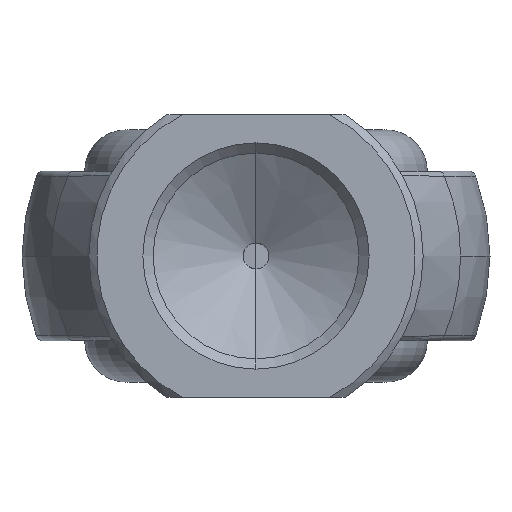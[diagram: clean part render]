
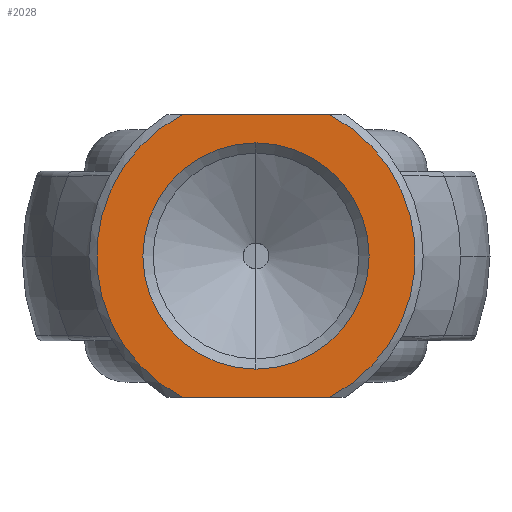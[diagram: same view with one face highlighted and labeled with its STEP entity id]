
A CAD part, left-side view. The second image highlights one B-rep face of the part: STEP entity #2028.
In plain terms, the highlighted planar face has unit normal (-1, 0, 0).
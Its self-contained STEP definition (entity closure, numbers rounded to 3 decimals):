
#6 = DIRECTION ( 'NONE',  ( 0., 0., -1. ) ) ;
#7 = DIRECTION ( 'NONE',  ( -1., 0., 0. ) ) ;
#10 = DIRECTION ( 'NONE',  ( -1., 0., 0. ) ) ;
#15 = DIRECTION ( 'NONE',  ( 0., 0., -1. ) ) ;
#18 = CARTESIAN_POINT ( 'NONE',  ( 0., 0., 0. ) ) ;
#51 = DIRECTION ( 'NONE',  ( 0., 1., 0. ) ) ;
#81 = CARTESIAN_POINT ( 'NONE',  ( 0., 17.321, -27.5 ) ) ;
#193 = FACE_OUTER_BOUND ( 'NONE', #346, .T. ) ;
#200 = FACE_BOUND ( 'NONE', #446, .T. ) ;
#252 = VECTOR ( 'NONE', #747, 1000. ) ;
#253 = LINE ( 'NONE', #746, #252 ) ;
#277 = CIRCLE ( 'NONE', #1192, 31. ) ;
#299 = CIRCLE ( 'NONE', #1332, 31. ) ;
#346 = EDGE_LOOP ( 'NONE', ( #639, #618, #615, #357 ) ) ;
#357 = ORIENTED_EDGE ( 'NONE', *, *, #1338, .T. ) ;
#446 = EDGE_LOOP ( 'NONE', ( #643, #644 ) ) ;
#510 = CIRCLE ( 'NONE', #1203, 22. ) ;
#521 = CIRCLE ( 'NONE', #1248, 22. ) ;
#536 = LINE ( 'NONE', #81, #544 ) ;
#544 = VECTOR ( 'NONE', #51, 1000. ) ;
#615 = ORIENTED_EDGE ( 'NONE', *, *, #1385, .F. ) ;
#618 = ORIENTED_EDGE ( 'NONE', *, *, #1334, .T. ) ;
#639 = ORIENTED_EDGE ( 'NONE', *, *, #1232, .F. ) ;
#643 = ORIENTED_EDGE ( 'NONE', *, *, #1253, .T. ) ;
#644 = ORIENTED_EDGE ( 'NONE', *, *, #1282, .T. ) ;
#746 = CARTESIAN_POINT ( 'NONE',  ( 0., 17.321, 27.5 ) ) ;
#747 = DIRECTION ( 'NONE',  ( 0., -1., 0. ) ) ;
#830 = CARTESIAN_POINT ( 'NONE',  ( 0., 14.309, 27.5 ) ) ;
#832 = CARTESIAN_POINT ( 'NONE',  ( 0., -14.309, -27.5 ) ) ;
#834 = CARTESIAN_POINT ( 'NONE',  ( 0., -14.309, 27.5 ) ) ;
#855 = CARTESIAN_POINT ( 'NONE',  ( 0., 0., -22. ) ) ;
#880 = CARTESIAN_POINT ( 'NONE',  ( 0., 14.309, -27.5 ) ) ;
#947 = CARTESIAN_POINT ( 'NONE',  ( 0., 0., 22. ) ) ;
#1005 = CARTESIAN_POINT ( 'NONE',  ( 0., 20., 0. ) ) ;
#1006 = PLANE ( 'NONE',  #1261 ) ;
#1008 = DIRECTION ( 'NONE',  ( 1., 0., 0. ) ) ;
#1009 = DIRECTION ( 'NONE',  ( 0., 0., -1. ) ) ;
#1192 = AXIS2_PLACEMENT_3D ( 'NONE', #18, #7, #6 ) ;
#1203 = AXIS2_PLACEMENT_3D ( 'NONE', #2106, #2080, #2085 ) ;
#1232 = EDGE_CURVE ( 'NONE', #1452, #1530, #536, .T. ) ;
#1248 = AXIS2_PLACEMENT_3D ( 'NONE', #2096, #2091, #2113 ) ;
#1253 = EDGE_CURVE ( 'NONE', #1643, #1504, #521, .T. ) ;
#1261 = AXIS2_PLACEMENT_3D ( 'NONE', #1005, #1008, #1009 ) ;
#1282 = EDGE_CURVE ( 'NONE', #1504, #1643, #510, .T. ) ;
#1332 = AXIS2_PLACEMENT_3D ( 'NONE', #2163, #10, #15 ) ;
#1334 = EDGE_CURVE ( 'NONE', #1452, #1450, #299, .T. ) ;
#1338 = EDGE_CURVE ( 'NONE', #1447, #1530, #277, .T. ) ;
#1385 = EDGE_CURVE ( 'NONE', #1447, #1450, #253, .T. ) ;
#1447 = VERTEX_POINT ( 'NONE', #830 ) ;
#1450 = VERTEX_POINT ( 'NONE', #834 ) ;
#1452 = VERTEX_POINT ( 'NONE', #832 ) ;
#1504 = VERTEX_POINT ( 'NONE', #855 ) ;
#1530 = VERTEX_POINT ( 'NONE', #880 ) ;
#1643 = VERTEX_POINT ( 'NONE', #947 ) ;
#2028 = ADVANCED_FACE ( 'NONE', ( #200, #193 ), #1006, .F. ) ;
#2080 = DIRECTION ( 'NONE',  ( 1., 0., 0. ) ) ;
#2085 = DIRECTION ( 'NONE',  ( 0., 0., -1. ) ) ;
#2091 = DIRECTION ( 'NONE',  ( 1., 0., 0. ) ) ;
#2096 = CARTESIAN_POINT ( 'NONE',  ( 0., 0., 0. ) ) ;
#2106 = CARTESIAN_POINT ( 'NONE',  ( 0., 0., 0. ) ) ;
#2113 = DIRECTION ( 'NONE',  ( 0., 0., -1. ) ) ;
#2163 = CARTESIAN_POINT ( 'NONE',  ( 0., 0., 0. ) ) ;
